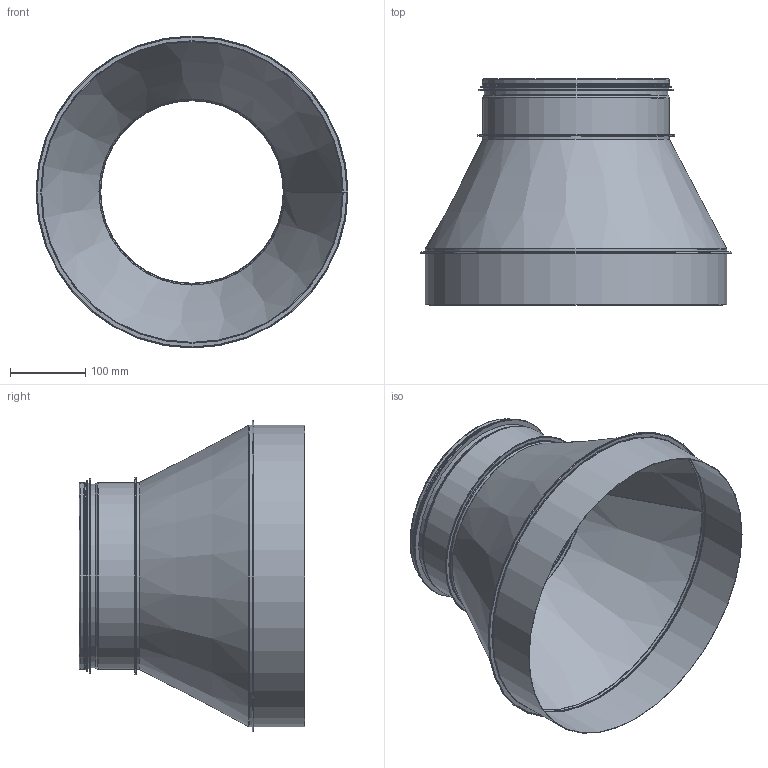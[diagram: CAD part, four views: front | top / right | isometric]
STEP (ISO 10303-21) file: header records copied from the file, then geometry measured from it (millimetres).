
FILE_DESCRIPTION((''),'2;1');
FILE_NAME('HFCM_400-250.stp','2014-02-19T14:10:44',(''),(''),'Autodesk Inventor 2013','Autodesk Inventor 2013','');
FILE_SCHEMA(('AUTOMOTIVE_DESIGN { 1 2 10303 214 0 1 1 1 }'));
Length unit declared in the file: millimetre
Products named in the file (6): HFCM_400-250; MuffMedFals-400; KonFallsadHFCM_400-250; StosMedFals-250; StosMedFalsRörämne-250; 999007
Assembly tree (5 placements, depth 3):
  HFCM_400-250
    MuffMedFals-400
    KonFallsadHFCM_400-250
    StosMedFals-250
      StosMedFalsRörämne-250
      999007
Bounding box: 415.5 x 300.99 x 415.5 mm (x, y, z)
Volume: 230192.4 mm3; surface area: 781554 mm2
Topology: 4 solids, 4 shells, 131 faces, 259 edges, 139 vertices
Faces by surface type: plane 71, torus 30, cylinder 22, cone 8
Full cylindrical faces by diameter (mm): 243.1 x1, 244.1 x1, 245.3 x1, 247.7 x1, 247.9 x5, 248.9 x3, 251.9 x1, 254.3 x1, 259.3 x1, 262.9 x1, 400.5 x2, 401.5 x1, 401.7 x1, 403.5 x1, 412.7 x1
Entity records: 3549 total; most frequent: DIRECTION 656, CARTESIAN_POINT 526, ORIENTED_EDGE 490, AXIS2_PLACEMENT_3D 269, EDGE_CURVE 245, EDGE_LOOP 150, VERTEX_POINT 139, STYLED_ITEM 135
